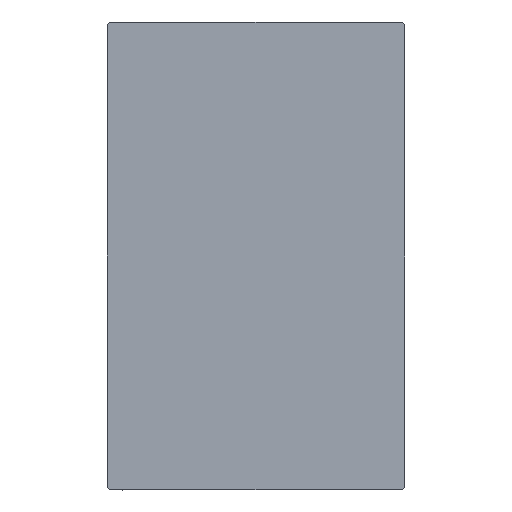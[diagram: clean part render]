
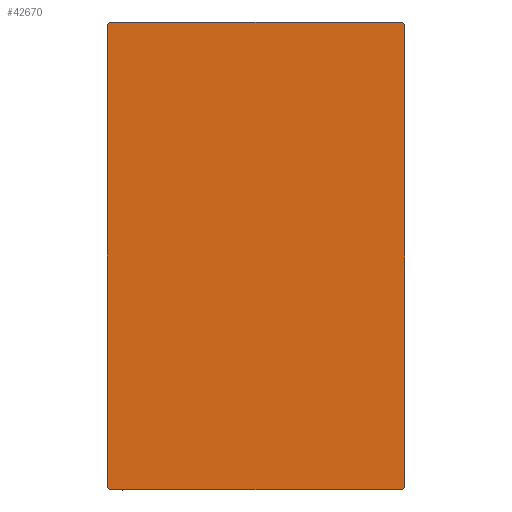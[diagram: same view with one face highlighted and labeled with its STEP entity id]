
A CAD part, left-side view. The second image highlights one B-rep face of the part: STEP entity #42670.
In plain terms, the highlighted face is planar.
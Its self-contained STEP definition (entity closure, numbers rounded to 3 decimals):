
#181 = CARTESIAN_POINT ( 'NONE',  ( 56., 17.5, 27.5 ) ) ;
#1049 = DIRECTION ( 'NONE',  ( 0., -1., 0. ) ) ;
#1881 = ORIENTED_EDGE ( 'NONE', *, *, #10310, .T. ) ;
#1906 = EDGE_CURVE ( 'NONE', #28574, #16213, #12265, .T. ) ;
#2356 = DIRECTION ( 'NONE',  ( 0., 0., 1. ) ) ;
#3821 = CARTESIAN_POINT ( 'NONE',  ( 56., -22.35, 22.35 ) ) ;
#3931 = PLANE ( 'NONE',  #36562 ) ;
#5078 = EDGE_CURVE ( 'NONE', #26188, #24415, #12088, .T. ) ;
#5321 = VERTEX_POINT ( 'NONE', #15085 ) ;
#5782 = CARTESIAN_POINT ( 'NONE',  ( 56., -22.35, -22.35 ) ) ;
#6420 = VECTOR ( 'NONE', #14883, 1000. ) ;
#7060 = ORIENTED_EDGE ( 'NONE', *, *, #19857, .T. ) ;
#8892 = CARTESIAN_POINT ( 'NONE',  ( 56., -17.5, -27.2 ) ) ;
#9046 = CARTESIAN_POINT ( 'NONE',  ( 56., -17.5, 27.5 ) ) ;
#10310 = EDGE_CURVE ( 'NONE', #25414, #21966, #33977, .T. ) ;
#12088 = LINE ( 'NONE', #9046, #21757 ) ;
#12265 = LINE ( 'NONE', #38807, #6420 ) ;
#12306 = EDGE_CURVE ( 'NONE', #24293, #26188, #17050, .T. ) ;
#12489 = DIRECTION ( 'NONE',  ( 0., 0.707, -0.707 ) ) ;
#13011 = ORIENTED_EDGE ( 'NONE', *, *, #12306, .T. ) ;
#13067 = CARTESIAN_POINT ( 'NONE',  ( 56., -17.5, 27.2 ) ) ;
#13550 = VECTOR ( 'NONE', #40510, 1000. ) ;
#14883 = DIRECTION ( 'NONE',  ( 0., 1., 0. ) ) ;
#15085 = CARTESIAN_POINT ( 'NONE',  ( 56., 17.5, -27.2 ) ) ;
#15739 = VECTOR ( 'NONE', #12489, 1000. ) ;
#15920 = EDGE_CURVE ( 'NONE', #5321, #25414, #22744, .T. ) ;
#16213 = VERTEX_POINT ( 'NONE', #38966 ) ;
#16949 = VECTOR ( 'NONE', #23799, 1000. ) ;
#17050 = LINE ( 'NONE', #3821, #16949 ) ;
#17526 = LINE ( 'NONE', #181, #30365 ) ;
#17648 = CARTESIAN_POINT ( 'NONE',  ( 56., 22.35, 22.35 ) ) ;
#17739 = CARTESIAN_POINT ( 'NONE',  ( 56., -17.2, -27.5 ) ) ;
#17878 = LINE ( 'NONE', #24839, #32427 ) ;
#18029 = DIRECTION ( 'NONE',  ( 0., 0., -1. ) ) ;
#19857 = EDGE_CURVE ( 'NONE', #16213, #5321, #17878, .T. ) ;
#20629 = EDGE_LOOP ( 'NONE', ( #33607, #7060, #32788, #1881, #30481, #13011, #42575, #24516 ) ) ;
#21077 = CARTESIAN_POINT ( 'NONE',  ( 56., -17.2, 27.5 ) ) ;
#21757 = VECTOR ( 'NONE', #25354, 1000. ) ;
#21966 = VERTEX_POINT ( 'NONE', #31273 ) ;
#22744 = LINE ( 'NONE', #35589, #23296 ) ;
#23296 = VECTOR ( 'NONE', #2356, 1000. ) ;
#23692 = CARTESIAN_POINT ( 'NONE',  ( 56., 0., 0. ) ) ;
#23799 = DIRECTION ( 'NONE',  ( 0., -0.707, -0.707 ) ) ;
#24293 = VERTEX_POINT ( 'NONE', #21077 ) ;
#24415 = VERTEX_POINT ( 'NONE', #8892 ) ;
#24516 = ORIENTED_EDGE ( 'NONE', *, *, #39101, .T. ) ;
#24839 = CARTESIAN_POINT ( 'NONE',  ( 56., 22.35, -22.35 ) ) ;
#25354 = DIRECTION ( 'NONE',  ( 0., 0., -1. ) ) ;
#25414 = VERTEX_POINT ( 'NONE', #26695 ) ;
#26188 = VERTEX_POINT ( 'NONE', #13067 ) ;
#26695 = CARTESIAN_POINT ( 'NONE',  ( 56., 17.5, 27.2 ) ) ;
#27404 = FACE_OUTER_BOUND ( 'NONE', #20629, .T. ) ;
#28574 = VERTEX_POINT ( 'NONE', #17739 ) ;
#30365 = VECTOR ( 'NONE', #1049, 1000. ) ;
#30481 = ORIENTED_EDGE ( 'NONE', *, *, #40344, .T. ) ;
#31273 = CARTESIAN_POINT ( 'NONE',  ( 56., 17.2, 27.5 ) ) ;
#32427 = VECTOR ( 'NONE', #38105, 1000. ) ;
#32788 = ORIENTED_EDGE ( 'NONE', *, *, #15920, .T. ) ;
#33607 = ORIENTED_EDGE ( 'NONE', *, *, #1906, .T. ) ;
#33977 = LINE ( 'NONE', #17648, #13550 ) ;
#35127 = LINE ( 'NONE', #5782, #15739 ) ;
#35589 = CARTESIAN_POINT ( 'NONE',  ( 56., 17.5, -27.5 ) ) ;
#36562 = AXIS2_PLACEMENT_3D ( 'NONE', #23692, #37414, #18029 ) ;
#37414 = DIRECTION ( 'NONE',  ( 1., 0., 0. ) ) ;
#38105 = DIRECTION ( 'NONE',  ( 0., 0.707, 0.707 ) ) ;
#38807 = CARTESIAN_POINT ( 'NONE',  ( 56., -17.5, -27.5 ) ) ;
#38966 = CARTESIAN_POINT ( 'NONE',  ( 56., 17.2, -27.5 ) ) ;
#39101 = EDGE_CURVE ( 'NONE', #24415, #28574, #35127, .T. ) ;
#40344 = EDGE_CURVE ( 'NONE', #21966, #24293, #17526, .T. ) ;
#40510 = DIRECTION ( 'NONE',  ( 0., -0.707, 0.707 ) ) ;
#42575 = ORIENTED_EDGE ( 'NONE', *, *, #5078, .T. ) ;
#42670 = ADVANCED_FACE ( 'NONE', ( #27404 ), #3931, .T. ) ;
